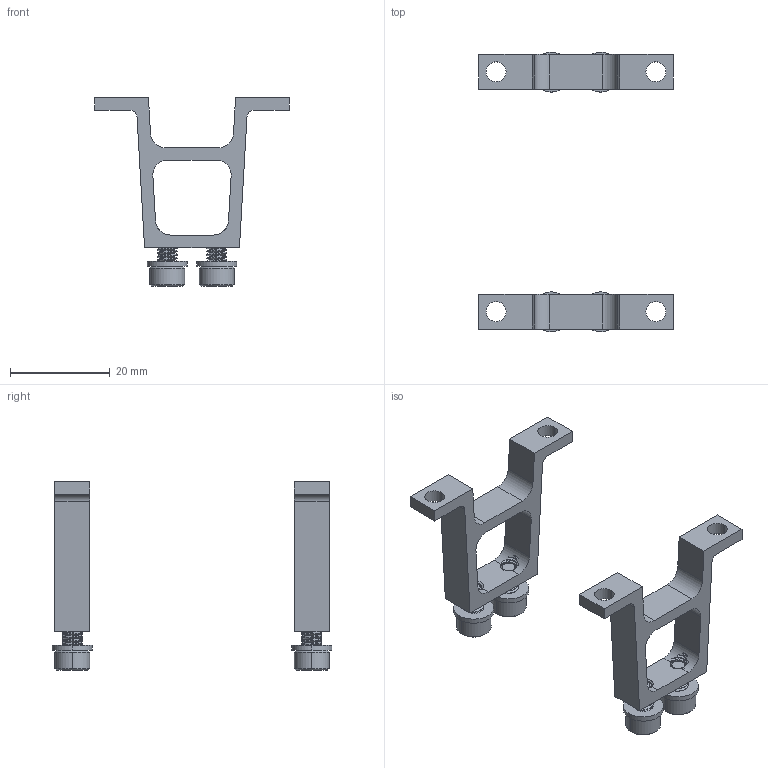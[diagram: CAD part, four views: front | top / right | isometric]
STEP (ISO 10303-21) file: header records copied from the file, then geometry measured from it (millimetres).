
FILE_DESCRIPTION (( 'STEP AP203' ), '1' );
FILE_NAME ('1804-0032-0001 assembly.STEP', '2018-12-20T15:16:48', ( '' ), ( '' ), 'SwSTEP 2.0', 'SolidWorks 2016', '' );
FILE_SCHEMA (( 'CONFIG_CONTROL_DESIGN' ));
Length unit declared in the file: millimetre
Products named in the file (4): 1804-0032-0001 assembly; 1804-0032-0001; 2801-0004-0008_91166A230; 2800-0004-0006_90128A207
Assembly tree (10 placements, depth 2):
  1804-0032-0001 assembly
    1804-0032-0001  x2
    2800-0004-0006_90128A207  x4
    2801-0004-0008_91166A230  x4
Bounding box: 39 x 56 x 37.75 mm (x, y, z)
Volume: 4598.7 mm3; surface area: 5742.4 mm2
Topology: 10 solids, 10 shells, 458 faces, 1216 edges, 784 vertices
Faces by surface type: cylinder 276, plane 84, cone 68, bspline 30
Entity records: 18937 total; most frequent: CARTESIAN_POINT 14778, ORIENTED_EDGE 878, DIRECTION 621, EDGE_CURVE 439, VERTEX_POINT 285, AXIS2_PLACEMENT_3D 231, EDGE_LOOP 174, FACE_OUTER_BOUND 161
